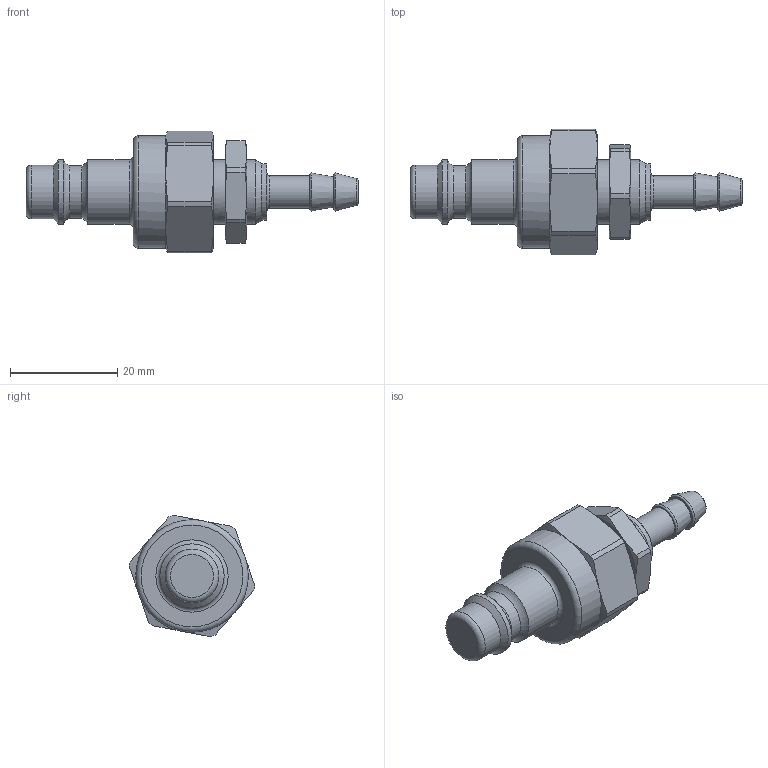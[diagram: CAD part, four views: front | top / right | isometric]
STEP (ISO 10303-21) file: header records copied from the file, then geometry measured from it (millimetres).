
FILE_DESCRIPTION((''),'2;1');
FILE_NAME('25slts06mpn.stp','2014-05-20T08:21:44',('IA176480'),(''),'Autodesk Inventor 2013','Autodesk Inventor 2013','');
FILE_SCHEMA(('AUTOMOTIVE_DESIGN { 1 0 10303 214 1 1 1 1 }'));
Length unit declared in the file: millimetre
Products named in the file (1): D110570
Bounding box: 62 x 23.44 x 22.7 mm (x, y, z)
Volume: 9394.9 mm3; surface area: 4079.7 mm2
Topology: 1 solids, 3 shells, 94 faces, 201 edges, 121 vertices
Faces by surface type: cone 34, plane 26, cylinder 25, torus 9
Full cylindrical faces by diameter (mm): 6.05 x1, 9.75 x1, 10 x1, 10.6 x1, 12 x4, 14.923 x1, 16.5 x1, 16.95 x2, 21 x1
Entity records: 2392 total; most frequent: CARTESIAN_POINT 469, DIRECTION 396, ORIENTED_EDGE 326, AXIS2_PLACEMENT_3D 186, EDGE_CURVE 163, EDGE_LOOP 138, VERTEX_POINT 115, FACE_OUTER_BOUND 94
